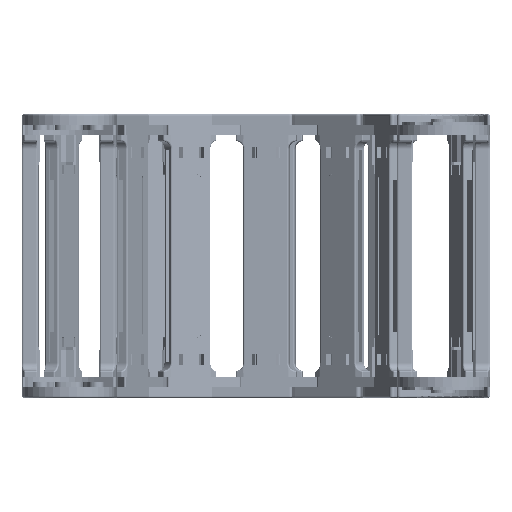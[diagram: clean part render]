
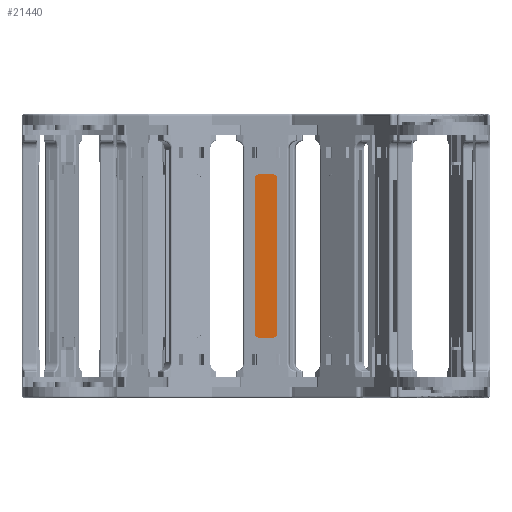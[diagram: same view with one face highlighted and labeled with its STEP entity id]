
A CAD part, left-side view. The second image highlights one B-rep face of the part: STEP entity #21440.
In plain terms, the highlighted face is planar.
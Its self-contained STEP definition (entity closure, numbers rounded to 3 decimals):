
#131 = CARTESIAN_POINT ( 'NONE',  ( -76.715, 30.497, -148.324 ) ) ;
#507 = CARTESIAN_POINT ( 'NONE',  ( -76.715, 30.497, -145.809 ) ) ;
#1270 = VERTEX_POINT ( 'NONE', #12820 ) ;
#2054 = LINE ( 'NONE', #13882, #27187 ) ;
#2089 = DIRECTION ( 'NONE',  ( 0., 0., -1. ) ) ;
#2376 = CARTESIAN_POINT ( 'NONE',  ( -79.23, 30.497, -42.151 ) ) ;
#2893 = DIRECTION ( 'NONE',  ( 0., 0., -1. ) ) ;
#3207 = ORIENTED_EDGE ( 'NONE', *, *, #33214, .F. ) ;
#3349 = VERTEX_POINT ( 'NONE', #33640 ) ;
#3381 = ORIENTED_EDGE ( 'NONE', *, *, #21665, .F. ) ;
#3856 = ORIENTED_EDGE ( 'NONE', *, *, #6966, .F. ) ;
#5037 = CARTESIAN_POINT ( 'NONE',  ( -66.655, 30.497, -42.151 ) ) ;
#5604 = PLANE ( 'NONE',  #30069 ) ;
#5632 = CARTESIAN_POINT ( 'NONE',  ( -76.715, 30.497, -39.636 ) ) ;
#5836 = DIRECTION ( 'NONE',  ( 0., 0., 1. ) ) ;
#5894 = CARTESIAN_POINT ( 'NONE',  ( -64.14, 30.497, -145.789 ) ) ;
#5908 = VERTEX_POINT ( 'NONE', #24531 ) ;
#6013 = VERTEX_POINT ( 'NONE', #131 ) ;
#6135 = ORIENTED_EDGE ( 'NONE', *, *, #15987, .F. ) ;
#6510 = ORIENTED_EDGE ( 'NONE', *, *, #9400, .F. ) ;
#6886 = DIRECTION ( 'NONE',  ( -1., 0., 0. ) ) ;
#6966 = EDGE_CURVE ( 'NONE', #31520, #30524, #16786, .T. ) ;
#8777 = CARTESIAN_POINT ( 'NONE',  ( -79.23, 30.497, -145.789 ) ) ;
#9400 = EDGE_CURVE ( 'NONE', #1270, #5908, #17935, .T. ) ;
#9429 = VERTEX_POINT ( 'NONE', #10338 ) ;
#9697 = CARTESIAN_POINT ( 'NONE',  ( -79.23, 30.497, -145.809 ) ) ;
#10338 = CARTESIAN_POINT ( 'NONE',  ( -66.655, 30.497, -148.324 ) ) ;
#10649 = EDGE_CURVE ( 'NONE', #6013, #9429, #2054, .T. ) ;
#10676 = VERTEX_POINT ( 'NONE', #5632 ) ;
#12662 = ORIENTED_EDGE ( 'NONE', *, *, #29317, .F. ) ;
#12820 = CARTESIAN_POINT ( 'NONE',  ( -64.14, 30.497, -42.151 ) ) ;
#13800 = CARTESIAN_POINT ( 'NONE',  ( -76.715, 30.497, -42.151 ) ) ;
#13882 = CARTESIAN_POINT ( 'NONE',  ( -76.715, 30.497, -148.324 ) ) ;
#15987 = EDGE_CURVE ( 'NONE', #30524, #6013, #32609, .T. ) ;
#16652 = LINE ( 'NONE', #5894, #27667 ) ;
#16786 = LINE ( 'NONE', #8777, #19320 ) ;
#17719 = DIRECTION ( 'NONE',  ( 0., 0., 1. ) ) ;
#17935 = CIRCLE ( 'NONE', #27499, 2.515 ) ;
#19320 = VECTOR ( 'NONE', #2893, 1000. ) ;
#19369 = DIRECTION ( 'NONE',  ( 1., 0., 0. ) ) ;
#19388 = DIRECTION ( 'NONE',  ( 0., 0., 1. ) ) ;
#19837 = DIRECTION ( 'NONE',  ( 0., -1., 0. ) ) ;
#20480 = CARTESIAN_POINT ( 'NONE',  ( -76.715, 30.497, -39.636 ) ) ;
#21440 = ADVANCED_FACE ( 'NONE', ( #30191 ), #5604, .F. ) ;
#21536 = AXIS2_PLACEMENT_3D ( 'NONE', #507, #19837, #19388 ) ;
#21665 = EDGE_CURVE ( 'NONE', #5908, #10676, #27200, .T. ) ;
#21876 = AXIS2_PLACEMENT_3D ( 'NONE', #34125, #23295, #2089 ) ;
#21918 = ORIENTED_EDGE ( 'NONE', *, *, #23034, .F. ) ;
#21993 = DIRECTION ( 'NONE',  ( 0., -1., 0. ) ) ;
#22398 = AXIS2_PLACEMENT_3D ( 'NONE', #13800, #21993, #27448 ) ;
#23034 = EDGE_CURVE ( 'NONE', #10676, #31520, #32531, .T. ) ;
#23295 = DIRECTION ( 'NONE',  ( 0., -1., 0. ) ) ;
#24531 = CARTESIAN_POINT ( 'NONE',  ( -66.655, 30.497, -39.636 ) ) ;
#24875 = CARTESIAN_POINT ( 'NONE',  ( -76.715, 30.497, -145.789 ) ) ;
#25085 = DIRECTION ( 'NONE',  ( 0., -1., 0. ) ) ;
#25336 = CIRCLE ( 'NONE', #21876, 2.515 ) ;
#26581 = DIRECTION ( 'NONE',  ( 0., -1., 0. ) ) ;
#27187 = VECTOR ( 'NONE', #19369, 1000. ) ;
#27200 = LINE ( 'NONE', #20480, #35310 ) ;
#27448 = DIRECTION ( 'NONE',  ( 0., 0., 1. ) ) ;
#27499 = AXIS2_PLACEMENT_3D ( 'NONE', #5037, #26581, #29333 ) ;
#27667 = VECTOR ( 'NONE', #17719, 1000. ) ;
#29317 = EDGE_CURVE ( 'NONE', #9429, #3349, #25336, .T. ) ;
#29333 = DIRECTION ( 'NONE',  ( 0., 0., 1. ) ) ;
#30069 = AXIS2_PLACEMENT_3D ( 'NONE', #24875, #25085, #5836 ) ;
#30191 = FACE_OUTER_BOUND ( 'NONE', #33795, .T. ) ;
#30524 = VERTEX_POINT ( 'NONE', #9697 ) ;
#31520 = VERTEX_POINT ( 'NONE', #2376 ) ;
#32531 = CIRCLE ( 'NONE', #22398, 2.515 ) ;
#32609 = CIRCLE ( 'NONE', #21536, 2.515 ) ;
#33214 = EDGE_CURVE ( 'NONE', #3349, #1270, #16652, .T. ) ;
#33487 = ORIENTED_EDGE ( 'NONE', *, *, #10649, .F. ) ;
#33640 = CARTESIAN_POINT ( 'NONE',  ( -64.14, 30.497, -145.809 ) ) ;
#33795 = EDGE_LOOP ( 'NONE', ( #3856, #21918, #3381, #6510, #3207, #12662, #33487, #6135 ) ) ;
#34125 = CARTESIAN_POINT ( 'NONE',  ( -66.655, 30.497, -145.809 ) ) ;
#35310 = VECTOR ( 'NONE', #6886, 1000. ) ;
